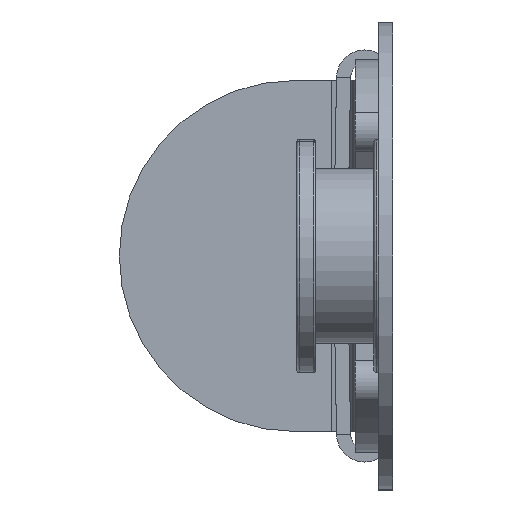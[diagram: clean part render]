
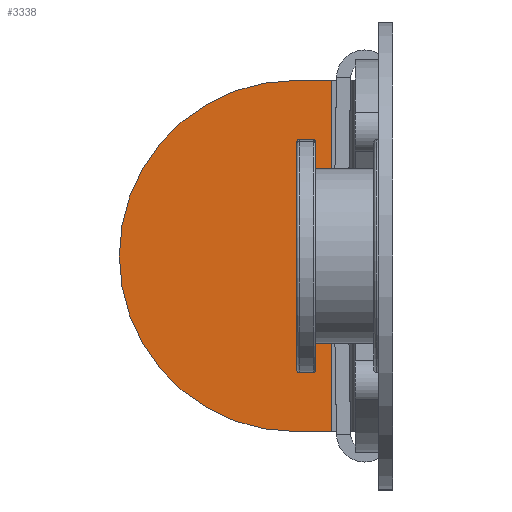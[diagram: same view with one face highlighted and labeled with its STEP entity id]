
A CAD part, left-side view. The second image highlights one B-rep face of the part: STEP entity #3338.
In plain terms, the highlighted planar face has unit normal (-1, 0, 0).
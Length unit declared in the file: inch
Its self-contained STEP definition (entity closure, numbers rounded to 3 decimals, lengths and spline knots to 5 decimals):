
#83 = DIRECTION ( 'NONE',  ( 0., 0., -1. ) ) ;
#141 = CARTESIAN_POINT ( 'NONE',  ( 1.6125, 0.50412, 0. ) ) ;
#376 = LINE ( 'NONE', #747, #2899 ) ;
#437 = DIRECTION ( 'NONE',  ( 0., -1., 0. ) ) ;
#464 = FACE_OUTER_BOUND ( 'NONE', #3673, .T. ) ;
#479 = LINE ( 'NONE', #3903, #3461 ) ;
#481 = DIRECTION ( 'NONE',  ( -1., 0., 0. ) ) ;
#545 = CARTESIAN_POINT ( 'NONE',  ( 1.6125, 0.12912, -0.375 ) ) ;
#699 = VECTOR ( 'NONE', #83, 39.37008 ) ;
#733 = PLANE ( 'NONE',  #2227 ) ;
#747 = CARTESIAN_POINT ( 'NONE',  ( 1.6125, -1.62088, -0.375 ) ) ;
#875 = EDGE_CURVE ( 'NONE', #3452, #2187, #479, .T. ) ;
#986 = DIRECTION ( 'NONE',  ( -1., 0., 0. ) ) ;
#1007 = DIRECTION ( 'NONE',  ( 0., 0., 1. ) ) ;
#1089 = CIRCLE ( 'NONE', #1628, 0.375 ) ;
#1133 = CARTESIAN_POINT ( 'NONE',  ( 1.6125, 0.12912, 0.375 ) ) ;
#1142 = EDGE_CURVE ( 'NONE', #2187, #1362, #1089, .T. ) ;
#1196 = AXIS2_PLACEMENT_3D ( 'NONE', #1352, #3540, #1649 ) ;
#1217 = EDGE_CURVE ( 'NONE', #3452, #1310, #3179, .T. ) ;
#1310 = VERTEX_POINT ( 'NONE', #1447 ) ;
#1352 = CARTESIAN_POINT ( 'NONE',  ( 1.6125, 0.12912, 0. ) ) ;
#1362 = VERTEX_POINT ( 'NONE', #141 ) ;
#1447 = CARTESIAN_POINT ( 'NONE',  ( 1.6125, 0.05, -0.375 ) ) ;
#1500 = EDGE_CURVE ( 'NONE', #1362, #3041, #2522, .T. ) ;
#1628 = AXIS2_PLACEMENT_3D ( 'NONE', #2520, #986, #1007 ) ;
#1649 = DIRECTION ( 'NONE',  ( 0., 0., 1. ) ) ;
#1669 = ORIENTED_EDGE ( 'NONE', *, *, #1500, .T. ) ;
#2187 = VERTEX_POINT ( 'NONE', #1133 ) ;
#2227 = AXIS2_PLACEMENT_3D ( 'NONE', #3259, #481, #2905 ) ;
#2279 = CARTESIAN_POINT ( 'NONE',  ( 1.6125, 0.05, 0.375 ) ) ;
#2520 = CARTESIAN_POINT ( 'NONE',  ( 1.6125, 0.12912, 0. ) ) ;
#2522 = CIRCLE ( 'NONE', #1196, 0.375 ) ;
#2707 = DIRECTION ( 'NONE',  ( 0., 1., 0. ) ) ;
#2720 = ORIENTED_EDGE ( 'NONE', *, *, #875, .T. ) ;
#2752 = ORIENTED_EDGE ( 'NONE', *, *, #1142, .T. ) ;
#2899 = VECTOR ( 'NONE', #437, 39.37008 ) ;
#2905 = DIRECTION ( 'NONE',  ( 0., 0., 1. ) ) ;
#3041 = VERTEX_POINT ( 'NONE', #545 ) ;
#3179 = LINE ( 'NONE', #3802, #699 ) ;
#3259 = CARTESIAN_POINT ( 'NONE',  ( 1.6125, -1.62088, 0. ) ) ;
#3338 = ADVANCED_FACE ( 'NONE', ( #464 ), #733, .T. ) ;
#3383 = ORIENTED_EDGE ( 'NONE', *, *, #1217, .F. ) ;
#3452 = VERTEX_POINT ( 'NONE', #2279 ) ;
#3461 = VECTOR ( 'NONE', #2707, 39.37008 ) ;
#3540 = DIRECTION ( 'NONE',  ( -1., 0., 0. ) ) ;
#3673 = EDGE_LOOP ( 'NONE', ( #3383, #2720, #2752, #1669, #3674 ) ) ;
#3674 = ORIENTED_EDGE ( 'NONE', *, *, #3832, .T. ) ;
#3802 = CARTESIAN_POINT ( 'NONE',  ( 1.6125, 0.05, 0. ) ) ;
#3832 = EDGE_CURVE ( 'NONE', #3041, #1310, #376, .T. ) ;
#3903 = CARTESIAN_POINT ( 'NONE',  ( 1.6125, -1.62088, 0.375 ) ) ;
